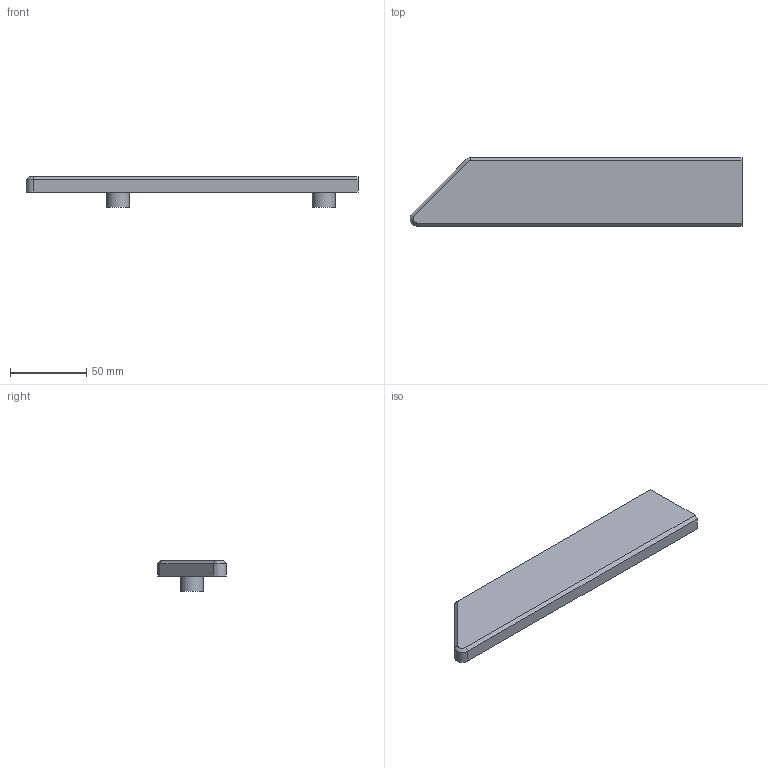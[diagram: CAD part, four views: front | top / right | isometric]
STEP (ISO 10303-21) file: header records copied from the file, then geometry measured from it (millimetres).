
FILE_DESCRIPTION(/* description */ (''),/* implementation_level */ '2;1');
FILE_NAME(/* name */ 'Border S 1.stp',/* time_stamp */ '2025-03-05T11:29:36+01:00',/* author */ ('Marcu'),/* organization */ (''),/* preprocessor_version */ 'ST-DEVELOPER v20',/* originating_system */ 'Autodesk Inventor 2025',/* authorisation */ '');
FILE_SCHEMA (('AUTOMOTIVE_DESIGN { 1 0 10303 214 3 1 1 }'));
Length unit declared in the file: millimetre
Products named in the file (1): Border
Bounding box: 217.92 x 45 x 20 mm (x, y, z)
Volume: 93436.9 mm3; surface area: 23574.3 mm2
Topology: 1 solids, 1 shells, 17 faces, 35 edges, 22 vertices
Faces by surface type: plane 11, cylinder 4, cone 2
Full cylindrical faces by diameter (mm): 15 x2
Entity records: 490 total; most frequent: DIRECTION 81, CARTESIAN_POINT 75, ORIENTED_EDGE 70, EDGE_CURVE 35, AXIS2_PLACEMENT_3D 28, LINE 25, VECTOR 25, VERTEX_POINT 22
